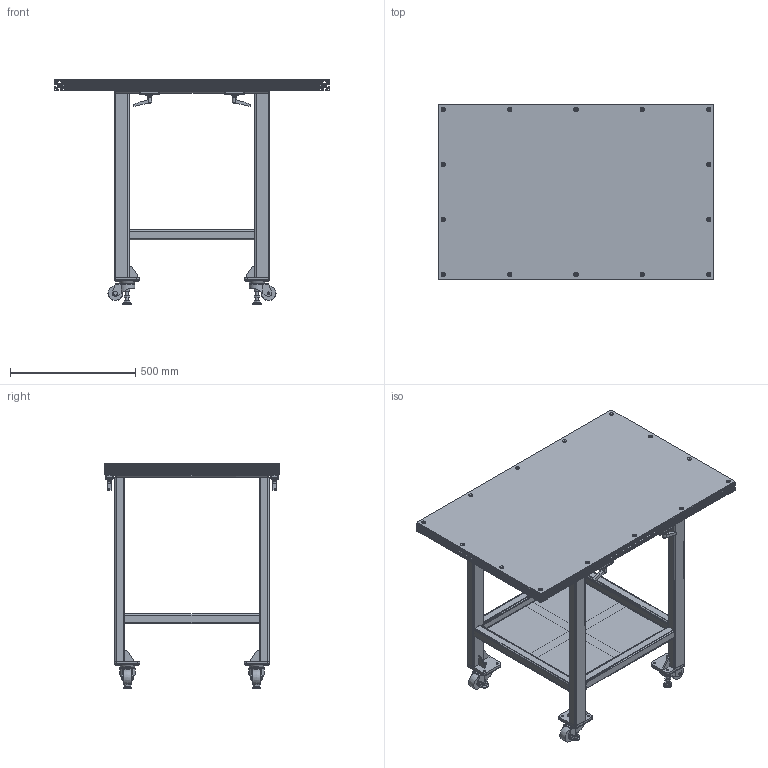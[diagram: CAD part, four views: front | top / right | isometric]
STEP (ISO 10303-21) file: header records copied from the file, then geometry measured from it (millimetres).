
FILE_DESCRIPTION((''),'2;1');
FILE_NAME('H11017-20-000_Munkaasztal_oa.stp','2017-10-19T13:30:13',('TT'),(''),'Autodesk Inventor 2012','Autodesk Inventor 2012','');
FILE_SCHEMA(('AUTOMOTIVE_DESIGN { 1 0 10303 214 1 1 1 1 }'));
Length unit declared in the file: millimetre
Products named in the file (47): H11017-20-000_Munkaasztal_oa; H11017-20-100_Felso_keret_Oa; H11017-20-101_Asztallap; H11017-20-102_item_7000009_Profile_8_40x40x1100; H11017-20-103_item_7000009_Profile_8_40x40x620; item_0041115_Angle_Bracket_Set_8_40x40_1; item_0041115_Angle Bracket Set 8 40x40_1; item_0041115_Angle Bracket Set 8 40x40_2; item_0041115_Angle Bracket Set 8 40x40_3; item_0041115_Angle Bracket Set 8 40x40_4; item_0041115_Angle Bracket Set 8 40x40_5; item_0041115_Angle Bracket Set 8 40x40_6; item_0041115_Angle Bracket Set 8 40x40_7; item_0041115_Angle Bracket Set 8 40x40; H11017-20-200_Also_vaz_heg_oa; Frame0001; Skeleton0001; ISO 60x40x3 00000001; ISO 60x40x3 00000003; ISO 60x40x3 00000004; ISO 40x40x3 00000005; ISO 40x40x3 00000006; ISO 40x40x3 00000007; ISO 40x40x3 00000008; ISO 40x40x3 00000009; ISO 40x40x3 00000010; ISO 40x40x3 00000011; ISO 40x40x3 00000012; ISO 60x40x3 00000015; H11017-20-202_talplemez; H11017-20-005_Borda; H11017-20-006_Adapter_lemez; H11017-20-001_Talca; H11017-20-203_Merevitolemez_1; H11017-20-204_Merevitolemez_2; H11017-20-001_Csuszobetet; K-91-60; K-91-60�A�W���X�^�[__��̫��; K-91-60�v���[�g__��̫��; K-91-60�{��__��̫�� ...
Assembly tree (106 placements, depth 4):
  H11017-20-000_Munkaasztal_oa
    H11017-20-100_Felso_keret_Oa
      H11017-20-101_Asztallap
      H11017-20-102_item_7000009_Profile_8_40x40x1100  x2
      H11017-20-103_item_7000009_Profile_8_40x40x620  x2
      item_0041115_Angle_Bracket_Set_8_40x40_1  x4
        item_0041115_Angle Bracket Set 8 40x40_1
        item_0041115_Angle Bracket Set 8 40x40_2
        item_0041115_Angle Bracket Set 8 40x40_3
        item_0041115_Angle Bracket Set 8 40x40_4
        item_0041115_Angle Bracket Set 8 40x40_5
        item_0041115_Angle Bracket Set 8 40x40_6
        item_0041115_Angle Bracket Set 8 40x40_7
        item_0041115_Angle Bracket Set 8 40x40
    H11017-20-200_Also_vaz_heg_oa
      Frame0001
        Skeleton0001
        ISO 60x40x3 00000001
        ISO 60x40x3 00000003
        ISO 60x40x3 00000004
        ISO 40x40x3 00000005
        ISO 40x40x3 00000006
        ISO 40x40x3 00000007
        ISO 40x40x3 00000008
        ISO 40x40x3 00000009
        ISO 40x40x3 00000010
        ISO 40x40x3 00000011
        ISO 40x40x3 00000012
        ISO 60x40x3 00000015
      H11017-20-202_talplemez  x4
      H11017-20-005_Borda  x8
      H11017-20-006_Adapter_lemez  x4
      H11017-20-001_Talca
      H11017-20-203_Merevitolemez_1
      H11017-20-204_Merevitolemez_2  x2
    H11017-20-001_Csuszobetet  x4
    K-91-60  x4
      K-91-60�A�W���X�^�[__��̫��
      K-91-60�v���[�g__��̫��
      K-91-60�{��__��̫��
      L-91-60�{���g__��̫��
    ISO 7094 ST 8 - 100 HV  x4
    CLMD8-16-S  x4
      CLMD8-16-S_1
      CLDM8-16-S_2
    DIN 7991 - helyette: DIN EN ISO 10642 M4  x  12  x16
    DIN 125-1 A A 10,5  x15
Bounding box: 1100 x 700 x 899 mm (x, y, z)
Volume: 11890545.2 mm3; surface area: 7224905.3 mm2
Topology: 132 solids, 132 shells, 2942 faces, 7614 edges, 4996 vertices
Faces by surface type: plane 1528, cylinder 1232, cone 122, torus 28, sphere 28, bspline 4
Full cylindrical faces by diameter (mm): 3.242 x16, 4 x20, 4.5 x16, 6 x8, 6.8 x20, 7.53 x16, 8 x12, 8.376 x16, 8.4 x8, 8.5 x8, 9 x26, 10 x8, 10.5 x15, 11 x24, 12 x8, 14 x16, 15 x8, 16 x4, 17 x8, 17.5 x4, 20 x23, 23 x4, 28 x4, 34 x4, 41 x4, 46 x4
Entity records: 37341 total; most frequent: CARTESIAN_POINT 6540, DIRECTION 6526, ORIENTED_EDGE 5804, EDGE_CURVE 2902, AXIS2_PLACEMENT_3D 2392, VERTEX_POINT 1973, VECTOR 1742, LINE 1742
